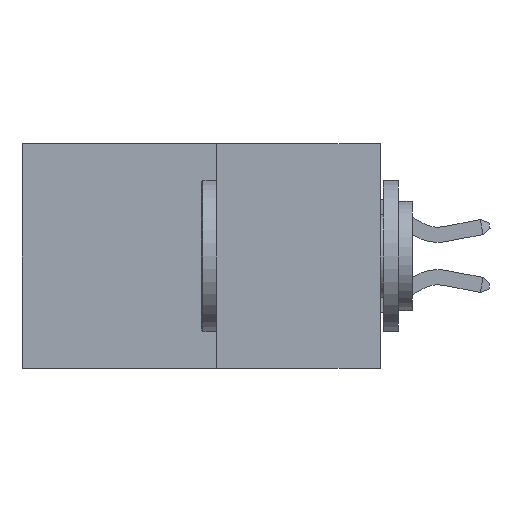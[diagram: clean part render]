
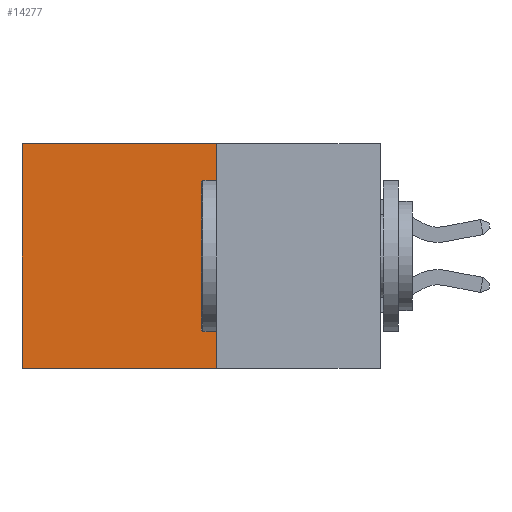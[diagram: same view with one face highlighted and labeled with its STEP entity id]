
A CAD part, left-side view. The second image highlights one B-rep face of the part: STEP entity #14277.
In plain terms, the highlighted planar face has unit normal (-1, 0, 0).
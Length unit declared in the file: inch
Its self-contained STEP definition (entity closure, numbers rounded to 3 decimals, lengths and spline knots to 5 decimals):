
#381 = EDGE_CURVE ( 'NONE', #22816, #20647, #18484, .T. ) ;
#540 = CARTESIAN_POINT ( 'NONE',  ( 0.277, 0.27, 0. ) ) ;
#1958 = DIRECTION ( 'NONE',  ( 0., 0., -1. ) ) ;
#2509 = VECTOR ( 'NONE', #6484, 39.37008 ) ;
#3518 = CARTESIAN_POINT ( 'NONE',  ( 0.277, 0.59, -0.37 ) ) ;
#3868 = ORIENTED_EDGE ( 'NONE', *, *, #5723, .F. ) ;
#5030 = LINE ( 'NONE', #24897, #22796 ) ;
#5723 = EDGE_CURVE ( 'NONE', #22816, #6936, #14002, .T. ) ;
#6022 = AXIS2_PLACEMENT_3D ( 'NONE', #26708, #14490, #1958 ) ;
#6484 = DIRECTION ( 'NONE',  ( 0., 1., 0. ) ) ;
#6936 = VERTEX_POINT ( 'NONE', #16102 ) ;
#7065 = CARTESIAN_POINT ( 'NONE',  ( 0.277, 0.27, 0. ) ) ;
#8520 = DIRECTION ( 'NONE',  ( 0., 0., -1. ) ) ;
#11873 = CARTESIAN_POINT ( 'NONE',  ( 0.277, 0.59, 0. ) ) ;
#12316 = DIRECTION ( 'NONE',  ( 0., 0., -1. ) ) ;
#13286 = EDGE_LOOP ( 'NONE', ( #18127, #20609, #3868, #14916 ) ) ;
#13352 = VECTOR ( 'NONE', #12316, 39.37008 ) ;
#14002 = LINE ( 'NONE', #14179, #13352 ) ;
#14179 = CARTESIAN_POINT ( 'NONE',  ( 0.277, 0.27, -0.37 ) ) ;
#14277 = ADVANCED_FACE ( 'NONE', ( #20794 ), #20598, .F. ) ;
#14490 = DIRECTION ( 'NONE',  ( 1., 0., 0. ) ) ;
#14916 = ORIENTED_EDGE ( 'NONE', *, *, #381, .T. ) ;
#16102 = CARTESIAN_POINT ( 'NONE',  ( 0.277, 0.27, -0.37 ) ) ;
#16602 = LINE ( 'NONE', #19968, #22933 ) ;
#17926 = DIRECTION ( 'NONE',  ( 0., 1., 0. ) ) ;
#18127 = ORIENTED_EDGE ( 'NONE', *, *, #26664, .T. ) ;
#18484 = LINE ( 'NONE', #7065, #2509 ) ;
#19968 = CARTESIAN_POINT ( 'NONE',  ( 0.277, 0.27, -0.37 ) ) ;
#20598 = PLANE ( 'NONE',  #6022 ) ;
#20609 = ORIENTED_EDGE ( 'NONE', *, *, #23757, .F. ) ;
#20647 = VERTEX_POINT ( 'NONE', #11873 ) ;
#20794 = FACE_OUTER_BOUND ( 'NONE', #13286, .T. ) ;
#22796 = VECTOR ( 'NONE', #8520, 39.37008 ) ;
#22816 = VERTEX_POINT ( 'NONE', #540 ) ;
#22933 = VECTOR ( 'NONE', #17926, 39.37008 ) ;
#23757 = EDGE_CURVE ( 'NONE', #6936, #26626, #16602, .T. ) ;
#24897 = CARTESIAN_POINT ( 'NONE',  ( 0.277, 0.59, -0.37 ) ) ;
#26626 = VERTEX_POINT ( 'NONE', #3518 ) ;
#26664 = EDGE_CURVE ( 'NONE', #20647, #26626, #5030, .T. ) ;
#26708 = CARTESIAN_POINT ( 'NONE',  ( 0.277, 0.27, -0.37 ) ) ;
